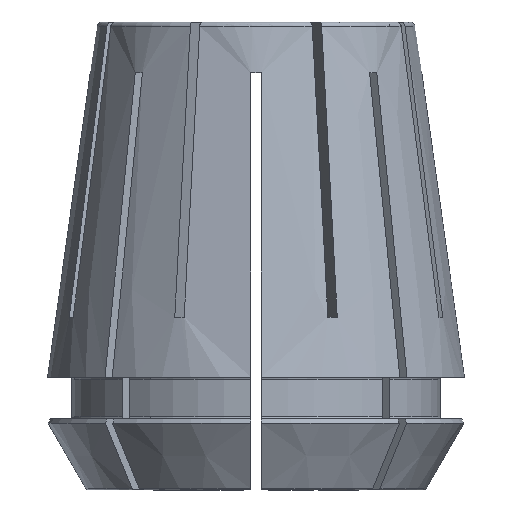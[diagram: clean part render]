
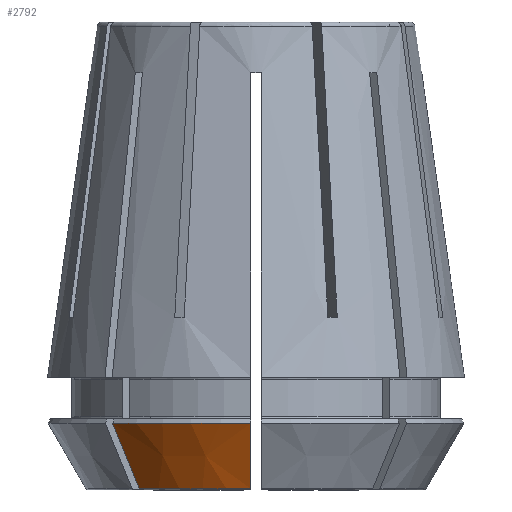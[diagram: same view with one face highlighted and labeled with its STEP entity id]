
A CAD part, left-side view. The second image highlights one B-rep face of the part: STEP entity #2792.
In plain terms, the highlighted conical face has half-angle 30 degrees and reference radius 20.446 mm.
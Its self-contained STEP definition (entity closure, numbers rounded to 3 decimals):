
#21=CONICAL_SURFACE('',#2978,20.446,0.524);
#112=CIRCLE('',#2977,20.446);
#113=CIRCLE('',#2979,16.731);
#673=ORIENTED_EDGE('',*,*,#1574,.F.);
#674=ORIENTED_EDGE('',*,*,#1576,.T.);
#675=ORIENTED_EDGE('',*,*,#1577,.T.);
#676=ORIENTED_EDGE('',*,*,#1578,.F.);
#1574=EDGE_CURVE('',#2021,#2022,#112,.T.);
#1576=EDGE_CURVE('',#2021,#2023,#2272,.T.);
#1577=EDGE_CURVE('',#2023,#2024,#113,.T.);
#1578=EDGE_CURVE('',#2022,#2024,#2273,.T.);
#2021=VERTEX_POINT('',#4328);
#2022=VERTEX_POINT('',#4330);
#2023=VERTEX_POINT('',#4337);
#2024=VERTEX_POINT('',#4339);
#2272=B_SPLINE_CURVE_WITH_KNOTS('',3,(#4333,#4334,#4335,#4336),
 .UNSPECIFIED.,.F.,.F.,(4,4),(0.,0.007),
 .UNSPECIFIED.);
#2273=B_SPLINE_CURVE_WITH_KNOTS('',3,(#4340,#4341,#4342,#4343),
 .UNSPECIFIED.,.F.,.F.,(4,4),(0.021,0.028),
 .UNSPECIFIED.);
#2400=EDGE_LOOP('',(#673,#674,#675,#676));
#2556=FACE_BOUND('',#2400,.T.);
#2792=ADVANCED_FACE('',(#2556),#21,.T.);
#2977=AXIS2_PLACEMENT_3D('',#4329,#3365,#3366);
#2978=AXIS2_PLACEMENT_3D('',#4332,#3368,#3369);
#2979=AXIS2_PLACEMENT_3D('',#4338,#3370,#3371);
#3365=DIRECTION('',(0.,0.,1.));
#3366=DIRECTION('',(1.,0.,0.));
#3368=DIRECTION('',(0.,0.,1.));
#3369=DIRECTION('',(1.,0.,0.));
#3370=DIRECTION('',(0.,0.,1.));
#3371=DIRECTION('',(1.,0.,0.));
#4328=CARTESIAN_POINT('',(-14.807,14.1,6.761));
#4329=CARTESIAN_POINT('',(0.,0.,6.761));
#4330=CARTESIAN_POINT('',(-20.44,0.5,6.761));
#4332=CARTESIAN_POINT('',(0.,0.,6.761));
#4333=CARTESIAN_POINT('',(-14.807,14.1,6.761));
#4334=CARTESIAN_POINT('',(-13.931,13.224,4.615));
#4335=CARTESIAN_POINT('',(-13.055,12.348,2.47));
#4336=CARTESIAN_POINT('',(-12.179,11.472,0.325));
#4337=CARTESIAN_POINT('',(-12.179,11.472,0.325));
#4338=CARTESIAN_POINT('',(0.,0.,0.325));
#4339=CARTESIAN_POINT('',(-16.723,0.5,0.325));
#4340=CARTESIAN_POINT('',(-20.44,0.5,6.761));
#4341=CARTESIAN_POINT('',(-19.201,0.5,4.615));
#4342=CARTESIAN_POINT('',(-17.962,0.5,2.47));
#4343=CARTESIAN_POINT('',(-16.723,0.5,0.325));
